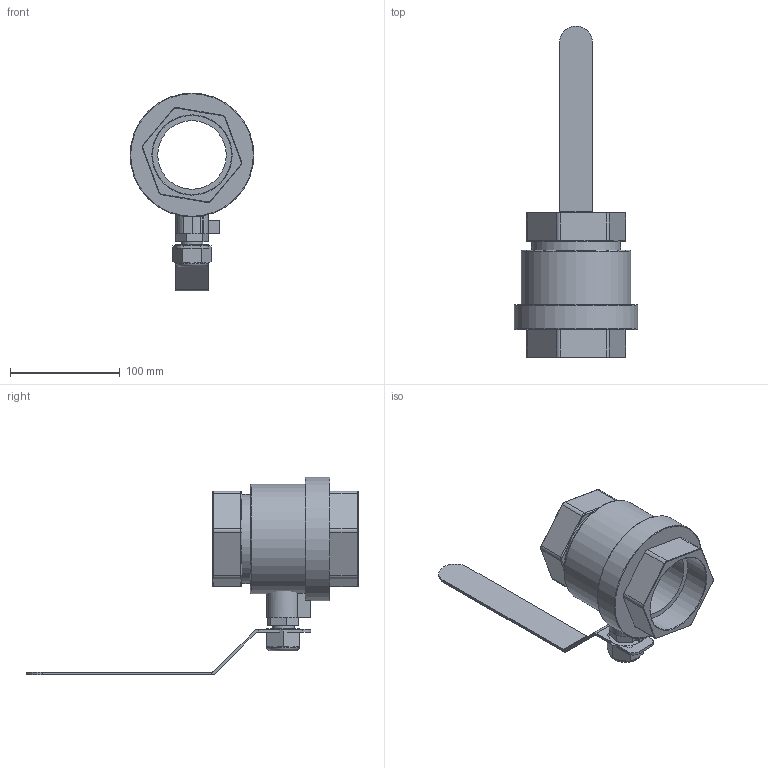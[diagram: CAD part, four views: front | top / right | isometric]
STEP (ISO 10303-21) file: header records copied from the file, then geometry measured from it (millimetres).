
FILE_DESCRIPTION(/* description */ (''),/* implementation_level */ '2;1');
FILE_NAME(/* name */ '1050 2 1_2_ Muf_Muf.step',/* time_stamp */ '2018-06-06T12:38:48+02:00',/* author */ ('mr84N69'),/* organization */ (''),/* preprocessor_version */ 'ST-DEVELOPER v17',/* originating_system */ 'Autodesk Translation Framework v7.1.0.215',/* authorisation */ '');
FILE_SCHEMA (('AUTOMOTIVE_DESIGN { 1 0 10303 214 3 1 1 }'));
Length unit declared in the file: millimetre
Products named in the file (4): 1050 2 1/2" Muf/Muf; Component1; Håndtag 2 1/2"; 94645A270
Assembly tree (3 placements, depth 2):
  1050 2 1/2" Muf/Muf
    Component1
    Håndtag 2 1/2"
    94645A270
Bounding box: 112.5 x 301.89 x 179.79 mm (x, y, z)
Volume: 561983.3 mm3; surface area: 119558.8 mm2
Topology: 10 solids, 10 shells, 238 faces, 554 edges, 344 vertices
Faces by surface type: plane 116, cylinder 66, cone 44, torus 12
Full cylindrical faces by diameter (mm): 17.586 x1, 17.801 x6, 20 x7, 20.46 x1, 30 x1, 62.4 x2, 72 x2, 81 x1, 99.5 x1, 112.5 x1
Entity records: 8642 total; most frequent: CARTESIAN_POINT 3060, DIRECTION 1196, ORIENTED_EDGE 1108, EDGE_CURVE 554, AXIS2_PLACEMENT_3D 459, VERTEX_POINT 344, LINE 278, VECTOR 278
